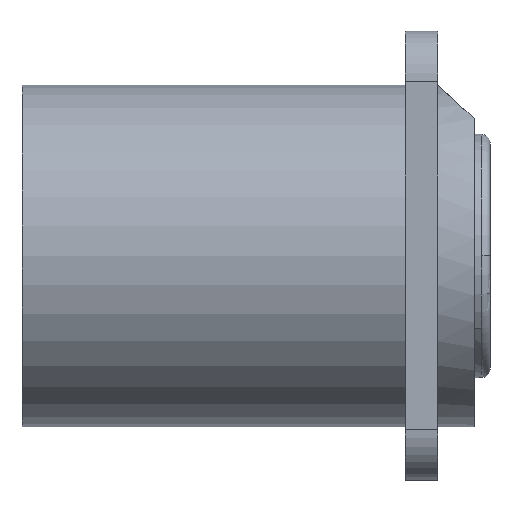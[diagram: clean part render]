
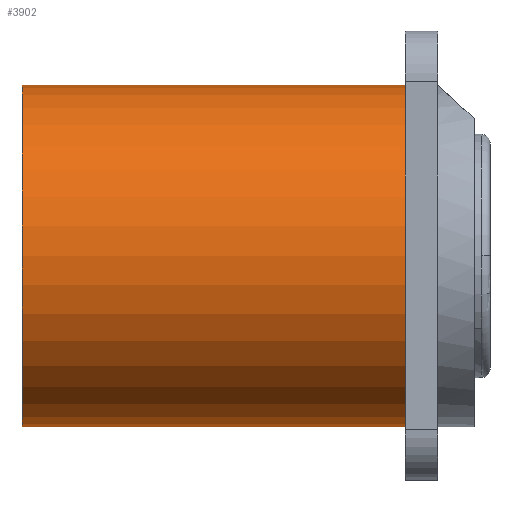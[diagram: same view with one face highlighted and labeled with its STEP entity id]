
A CAD part, top view. The second image highlights one B-rep face of the part: STEP entity #3902.
In plain terms, the highlighted cylindrical face has radius 11.8 mm (diameter 23.6 mm), a partial arc.
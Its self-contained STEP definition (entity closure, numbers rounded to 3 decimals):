
#227=CARTESIAN_POINT('',(-26.45,0.,0.));
#228=DIRECTION('',(1.,0.,0.));
#229=DIRECTION('',(0.,1.,0.));
#230=AXIS2_PLACEMENT_3D('',#227,#228,#229);
#747=DIRECTION('',(-1.,0.,0.));
#748=VECTOR('',#747,26.45);
#749=CARTESIAN_POINT('',(0.,11.8,0.));
#750=LINE('',#749,#748);
#754=DIRECTION('',(-1.,0.,0.));
#755=VECTOR('',#754,26.45);
#756=CARTESIAN_POINT('',(0.,-11.8,0.));
#757=LINE('',#756,#755);
#861=CARTESIAN_POINT('',(0.,0.,0.));
#862=DIRECTION('',(1.,0.,0.));
#863=DIRECTION('',(0.,1.,0.));
#864=AXIS2_PLACEMENT_3D('',#861,#862,#863);
#3219=CARTESIAN_POINT('',(0.,11.8,0.));
#3220=CARTESIAN_POINT('',(0.,-11.8,0.));
#3221=VERTEX_POINT('',#3219);
#3222=VERTEX_POINT('',#3220);
#3223=CARTESIAN_POINT('',(-26.45,11.8,0.));
#3224=VERTEX_POINT('',#3223);
#3229=CARTESIAN_POINT('',(-26.45,-11.8,0.));
#3230=VERTEX_POINT('',#3229);
#3891=CARTESIAN_POINT('',(-28.01,0.,0.));
#3892=DIRECTION('',(1.,0.,0.));
#3893=DIRECTION('',(0.,-1.,0.));
#3894=AXIS2_PLACEMENT_3D('',#3891,#3892,#3893);
#3895=CYLINDRICAL_SURFACE('',#3894,11.8);
#3896=ORIENTED_EDGE('',*,*,#3873,.T.);
#3897=ORIENTED_EDGE('',*,*,#3829,.T.);
#3898=ORIENTED_EDGE('',*,*,#3666,.F.);
#3899=ORIENTED_EDGE('',*,*,#3826,.F.);
#3900=EDGE_LOOP('',(#3896,#3897,#3898,#3899));
#3901=FACE_OUTER_BOUND('',#3900,.F.);
#3902=ADVANCED_FACE('',(#3901),#3895,.T.);
#231=CIRCLE('',#230,11.8);
#865=CIRCLE('',#864,11.8);
#3666=EDGE_CURVE('',#3224,#3230,#231,.T.);
#3826=EDGE_CURVE('',#3221,#3224,#750,.T.);
#3829=EDGE_CURVE('',#3222,#3230,#757,.T.);
#3873=EDGE_CURVE('',#3221,#3222,#865,.T.);
